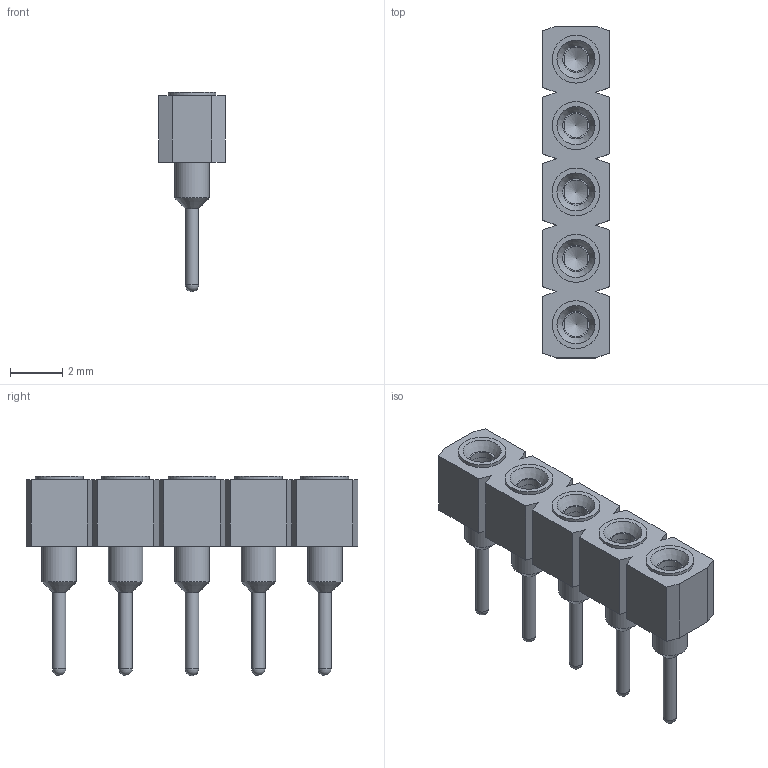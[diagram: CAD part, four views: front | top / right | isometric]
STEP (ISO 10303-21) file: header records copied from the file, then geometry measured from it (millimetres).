
FILE_DESCRIPTION(('FreeCAD Model'),'2;1');
FILE_NAME('_SC-1P1_pins004_sp.step', '2019-02-19T12:39:44',('kicad StepUp'),('ksu MCAD'), 'Open CASCADE STEP processor 7.2','FreeCAD','Unknown');
FILE_SCHEMA(('AUTOMOTIVE_DESIGN { 1 0 10303 214 1 1 1 1 }'));
Length unit declared in the file: millimetre
Products named in the file (1): _SC-1P1_pins004_sp
Bounding box: 2.54 x 12.7 x 7.62 mm (x, y, z)
Volume: 77.9 mm3; surface area: 291.2 mm2
Topology: 1 solids, 6 shells, 114 faces, 271 edges, 184 vertices
Faces by surface type: plane 59, cylinder 35, cone 15, sphere 5
Full cylindrical faces by diameter (mm): 0.508 x5, 0.914 x5, 1.016 x5, 1.321 x10, 1.829 x10
Entity records: 4081 total; most frequent: CARTESIAN_POINT 635, DIRECTION 546, ORIENTED_EDGE 522, EDGE_CURVE 261, AXIS2_PLACEMENT_3D 225, VERTEX_POINT 184, FACE_BOUND 149, EDGE_LOOP 149
